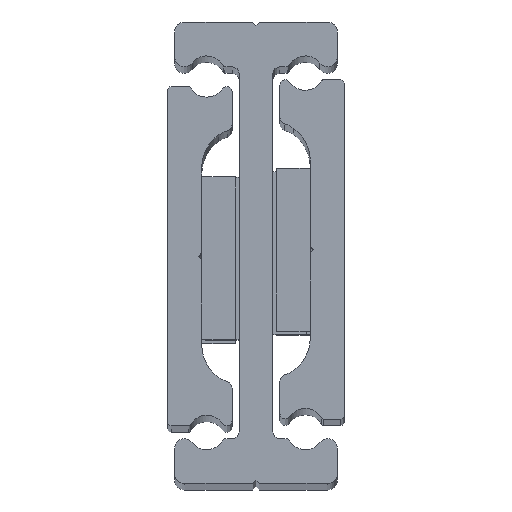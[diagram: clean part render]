
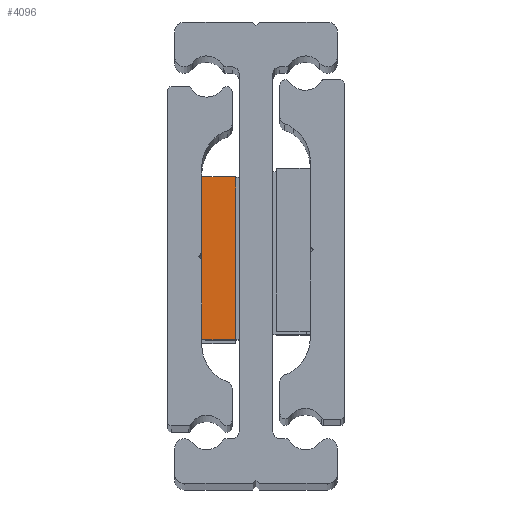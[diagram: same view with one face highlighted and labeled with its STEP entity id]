
A CAD part, top view. The second image highlights one B-rep face of the part: STEP entity #4096.
In plain terms, the highlighted planar face has unit normal (0, 0, 1).
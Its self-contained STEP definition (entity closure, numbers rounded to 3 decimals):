
#26 = VERTEX_POINT ( 'NONE', #159 ) ;
#42 = VERTEX_POINT ( 'NONE', #148 ) ;
#110 = DIRECTION ( 'NONE',  ( 0., -1., 0. ) ) ;
#113 = CARTESIAN_POINT ( 'NONE',  ( -5., 12., 361.55 ) ) ;
#148 = CARTESIAN_POINT ( 'NONE',  ( -10., -12., 361.55 ) ) ;
#159 = CARTESIAN_POINT ( 'NONE',  ( -10., 12., 361.55 ) ) ;
#326 = DIRECTION ( 'NONE',  ( 0., -1., 0. ) ) ;
#348 = CARTESIAN_POINT ( 'NONE',  ( -5., -12., 361.55 ) ) ;
#360 = CARTESIAN_POINT ( 'NONE',  ( -5., 12., 361.55 ) ) ;
#388 = CARTESIAN_POINT ( 'NONE',  ( -5., -0.5, 361.55 ) ) ;
#405 = CARTESIAN_POINT ( 'NONE',  ( -5., 0.5, 361.55 ) ) ;
#522 = CARTESIAN_POINT ( 'NONE',  ( -5., -0.5, 361.55 ) ) ;
#774 = EDGE_LOOP ( 'NONE', ( #1824, #1825, #1826, #1827, #1828, #1829 ) ) ;
#872 = VERTEX_POINT ( 'NONE', #348 ) ;
#885 = VERTEX_POINT ( 'NONE', #360 ) ;
#903 = VERTEX_POINT ( 'NONE', #405 ) ;
#934 = VERTEX_POINT ( 'NONE', #522 ) ;
#955 = EDGE_CURVE ( 'NONE', #903, #934, #2158, .T. ) ;
#1001 = EDGE_CURVE ( 'NONE', #934, #872, #2242, .T. ) ;
#1060 = EDGE_CURVE ( 'NONE', #885, #903, #2328, .T. ) ;
#1179 = EDGE_CURVE ( 'NONE', #26, #885, #2466, .T. ) ;
#1180 = EDGE_CURVE ( 'NONE', #42, #26, #2477, .T. ) ;
#1183 = EDGE_CURVE ( 'NONE', #42, #872, #2490, .T. ) ;
#1517 = AXIS2_PLACEMENT_3D ( 'NONE', #3745, #3751, #3752 ) ;
#1824 = ORIENTED_EDGE ( 'NONE', *, *, #1180, .F. ) ;
#1825 = ORIENTED_EDGE ( 'NONE', *, *, #1183, .T. ) ;
#1826 = ORIENTED_EDGE ( 'NONE', *, *, #1001, .F. ) ;
#1827 = ORIENTED_EDGE ( 'NONE', *, *, #955, .F. ) ;
#1828 = ORIENTED_EDGE ( 'NONE', *, *, #1060, .F. ) ;
#1829 = ORIENTED_EDGE ( 'NONE', *, *, #1179, .F. ) ;
#2158 = LINE ( 'NONE', #113, #2167 ) ;
#2167 = VECTOR ( 'NONE', #110, 1000. ) ;
#2242 = LINE ( 'NONE', #388, #2243 ) ;
#2243 = VECTOR ( 'NONE', #326, 1000. ) ;
#2322 = VECTOR ( 'NONE', #2878, 1000. ) ;
#2328 = LINE ( 'NONE', #2871, #2322 ) ;
#2466 = LINE ( 'NONE', #3177, #2486 ) ;
#2477 = LINE ( 'NONE', #3188, #2488 ) ;
#2486 = VECTOR ( 'NONE', #3189, 1000. ) ;
#2488 = VECTOR ( 'NONE', #3191, 1000. ) ;
#2490 = LINE ( 'NONE', #3198, #2491 ) ;
#2491 = VECTOR ( 'NONE', #3199, 1000. ) ;
#2871 = CARTESIAN_POINT ( 'NONE',  ( -5., 12., 361.55 ) ) ;
#2878 = DIRECTION ( 'NONE',  ( 0., -1., 0. ) ) ;
#3177 = CARTESIAN_POINT ( 'NONE',  ( -37.153, 12., 361.55 ) ) ;
#3188 = CARTESIAN_POINT ( 'NONE',  ( -10., 12., 361.55 ) ) ;
#3189 = DIRECTION ( 'NONE',  ( 1., 0., 0. ) ) ;
#3191 = DIRECTION ( 'NONE',  ( 0., 1., 0. ) ) ;
#3198 = CARTESIAN_POINT ( 'NONE',  ( -37.153, -12., 361.55 ) ) ;
#3199 = DIRECTION ( 'NONE',  ( 1., 0., 0. ) ) ;
#3742 = PLANE ( 'NONE',  #1517 ) ;
#3745 = CARTESIAN_POINT ( 'NONE',  ( -37.153, 12., 361.55 ) ) ;
#3751 = DIRECTION ( 'NONE',  ( 0., 0., 1. ) ) ;
#3752 = DIRECTION ( 'NONE',  ( 0., -1., 0. ) ) ;
#4096 = ADVANCED_FACE ( 'NONE', ( #4324 ), #3742, .T. ) ;
#4324 = FACE_OUTER_BOUND ( 'NONE', #774, .T. ) ;
